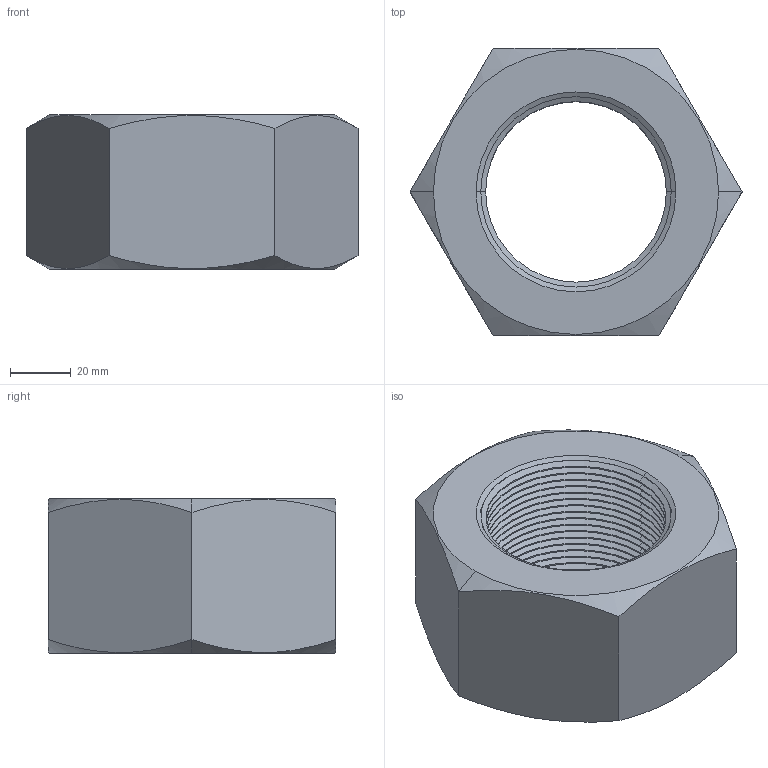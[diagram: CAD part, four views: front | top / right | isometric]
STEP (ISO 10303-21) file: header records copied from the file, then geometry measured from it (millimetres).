
FILE_DESCRIPTION (( 'STEP AP214' ), '1' );
FILE_NAME ('M64-B.STEP', '2021-10-17T16:52:22', ( 'China' ), ( 'Home' ), 'SwSTEP 2.0', 'SolidWorks 2018', '' );
FILE_SCHEMA (( 'AUTOMOTIVE_DESIGN' ));
Length unit declared in the file: millimetre
Products named in the file (1): M64-B
Bounding box: 109.7 x 95 x 51 mm (x, y, z)
Volume: 245619.6 mm3; surface area: 42801.5 mm2
Topology: 1 solids, 1 shells, 128 faces, 260 edges, 134 vertices
Faces by surface type: cone 84, cylinder 36, plane 8
Entity records: 3444 total; most frequent: CARTESIAN_POINT 711, DIRECTION 628, ORIENTED_EDGE 520, EDGE_CURVE 260, AXIS2_PLACEMENT_3D 251, VERTEX_POINT 134, EDGE_LOOP 130, ADVANCED_FACE 128
